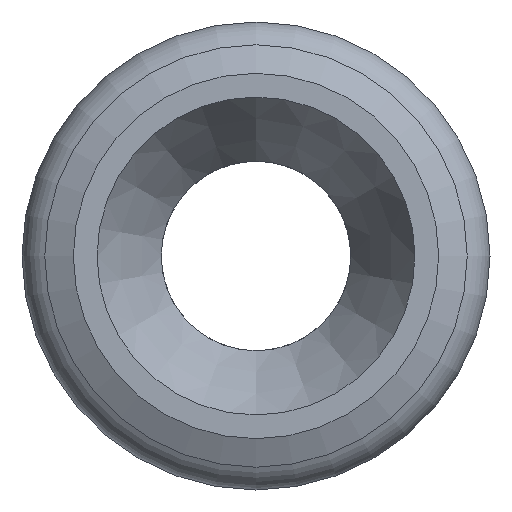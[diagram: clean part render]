
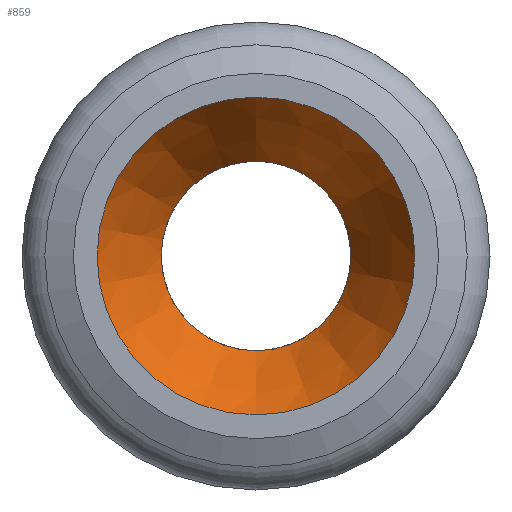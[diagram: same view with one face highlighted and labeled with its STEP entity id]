
A CAD part, front view. The second image highlights one B-rep face of the part: STEP entity #859.
In plain terms, the highlighted conical face has half-angle 30.155 degrees and reference radius 4.8 mm.
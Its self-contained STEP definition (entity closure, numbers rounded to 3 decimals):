
#809=CARTESIAN_POINT('',(-83.849,-28.077,-0.));
#810=DIRECTION('',(-0.,-1.,-0.));
#811=DIRECTION('',(0.985,-0.,0.175));
#812=AXIS2_PLACEMENT_3D('',#809,#810,#811);
#813=CONICAL_SURFACE('',#812,4.8,30.155);
#814=CARTESIAN_POINT('',(-75.923,-33.671,1.405));
#815=VERTEX_POINT('',#814);
#816=CARTESIAN_POINT('',(-79.123,-28.077,0.838));
#817=VERTEX_POINT('',#816);
#818=CARTESIAN_POINT('',(-75.923,-33.671,1.405));
#819=DIRECTION('',(-0.495,0.865,-0.088));
#820=VECTOR('',#819,6.47);
#821=LINE('',#818,#820);
#822=EDGE_CURVE('',#815,#817,#821,.T.);
#823=ORIENTED_EDGE('',*,*,#822,.F.);
#824=CARTESIAN_POINT('',(-91.776,-33.671,-1.405));
#825=VERTEX_POINT('',#824);
#826=CARTESIAN_POINT('',(-83.849,-33.671,-0.));
#827=DIRECTION('',(-0.,-1.,-0.));
#828=DIRECTION('',(0.985,-0.,0.175));
#829=AXIS2_PLACEMENT_3D('',#826,#827,#828);
#830=CIRCLE('',#829,8.05);
#831=EDGE_CURVE('NONE',#815,#825,#830,.T.);
#832=ORIENTED_EDGE('',*,*,#831,.T.);
#833=CARTESIAN_POINT('',(-83.849,-33.671,-0.));
#834=DIRECTION('',(-0.,-1.,-0.));
#835=DIRECTION('',(0.985,-0.,0.175));
#836=AXIS2_PLACEMENT_3D('',#833,#834,#835);
#837=CIRCLE('',#836,8.05);
#838=EDGE_CURVE('NONE',#825,#815,#837,.T.);
#839=ORIENTED_EDGE('',*,*,#838,.T.);
#840=ORIENTED_EDGE('',*,*,#822,.T.);
#841=CARTESIAN_POINT('',(-88.576,-28.077,-0.838));
#842=VERTEX_POINT('',#841);
#843=CARTESIAN_POINT('',(-83.849,-28.077,-0.));
#844=DIRECTION('',(-0.,-1.,-0.));
#845=DIRECTION('',(0.985,-0.,0.175));
#846=AXIS2_PLACEMENT_3D('',#843,#844,#845);
#847=CIRCLE('',#846,4.8);
#848=EDGE_CURVE('NONE',#842,#817,#847,.T.);
#849=ORIENTED_EDGE('',*,*,#848,.F.);
#850=CARTESIAN_POINT('',(-83.849,-28.077,-0.));
#851=DIRECTION('',(-0.,-1.,-0.));
#852=DIRECTION('',(0.985,-0.,0.175));
#853=AXIS2_PLACEMENT_3D('',#850,#851,#852);
#854=CIRCLE('',#853,4.8);
#855=EDGE_CURVE('NONE',#817,#842,#854,.T.);
#856=ORIENTED_EDGE('',*,*,#855,.F.);
#857=EDGE_LOOP('',(#823,#832,#839,#840,#849,#856));
#858=FACE_BOUND('',#857,.T.);
#859=ADVANCED_FACE('NONE',(#858),#813,.F.);
